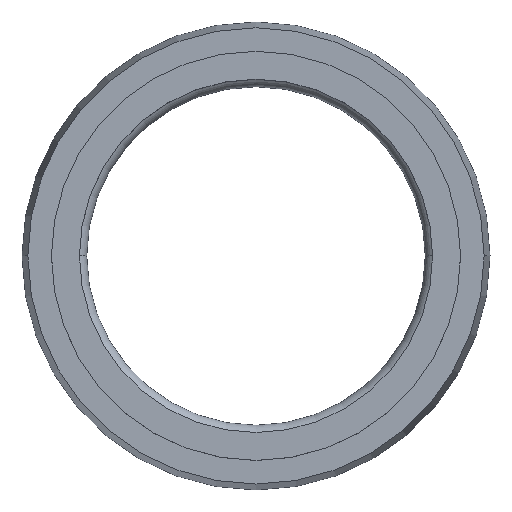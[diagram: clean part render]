
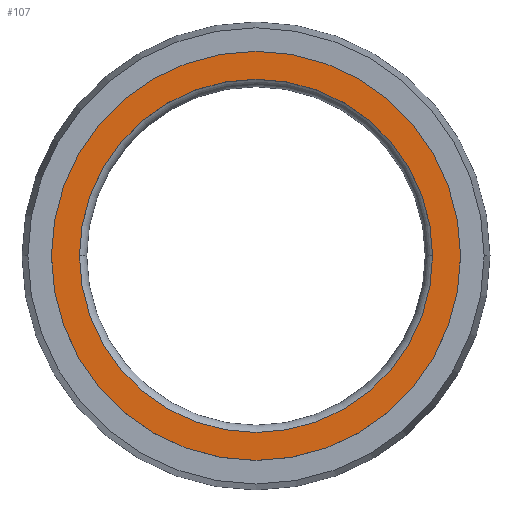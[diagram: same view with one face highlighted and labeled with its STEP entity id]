
A CAD part, top view. The second image highlights one B-rep face of the part: STEP entity #107.
In plain terms, the highlighted planar face has unit normal (0, 0, 1).
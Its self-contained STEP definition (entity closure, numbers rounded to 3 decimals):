
#11 = CARTESIAN_POINT ( 'NONE',  ( 0., 0., 0. ) ) ;
#14 = CARTESIAN_POINT ( 'NONE',  ( 0., 0., 0. ) ) ;
#21 = ORIENTED_EDGE ( 'NONE', *, *, #57, .T. ) ;
#31 = VERTEX_POINT ( 'NONE', #534 ) ;
#38 = CARTESIAN_POINT ( 'NONE',  ( 6.95, 0., 0. ) ) ;
#54 = DIRECTION ( 'NONE',  ( -1., 0., 0. ) ) ;
#56 = CARTESIAN_POINT ( 'NONE',  ( 0., 0., 0. ) ) ;
#57 = EDGE_CURVE ( 'NONE', #644, #436, #579, .T. ) ;
#58 = DIRECTION ( 'NONE',  ( 0., 0., -1. ) ) ;
#63 = VERTEX_POINT ( 'NONE', #254 ) ;
#69 = EDGE_CURVE ( 'NONE', #31, #63, #382, .T. ) ;
#103 = DIRECTION ( 'NONE',  ( 1., 0., 0. ) ) ;
#107 = ADVANCED_FACE ( 'NONE', ( #411, #547 ), #357, .F. ) ;
#122 = ORIENTED_EDGE ( 'NONE', *, *, #514, .F. ) ;
#124 = CARTESIAN_POINT ( 'NONE',  ( -6.95, 0., 0. ) ) ;
#135 = DIRECTION ( 'NONE',  ( 1., 0., 0. ) ) ;
#136 = EDGE_CURVE ( 'NONE', #436, #644, #290, .T. ) ;
#142 = AXIS2_PLACEMENT_3D ( 'NONE', #14, #159, #502 ) ;
#159 = DIRECTION ( 'NONE',  ( 0., 0., 1. ) ) ;
#189 = DIRECTION ( 'NONE',  ( 0., 0., 1. ) ) ;
#211 = AXIS2_PLACEMENT_3D ( 'NONE', #11, #395, #103 ) ;
#230 = AXIS2_PLACEMENT_3D ( 'NONE', #294, #189, #135 ) ;
#254 = CARTESIAN_POINT ( 'NONE',  ( 6., 0., 0. ) ) ;
#290 = CIRCLE ( 'NONE', #211, 6.95 ) ;
#294 = CARTESIAN_POINT ( 'NONE',  ( 0., 0., 0. ) ) ;
#308 = EDGE_LOOP ( 'NONE', ( #122, #581 ) ) ;
#313 = DIRECTION ( 'NONE',  ( 1., 0., 0. ) ) ;
#353 = EDGE_LOOP ( 'NONE', ( #389, #21 ) ) ;
#357 = PLANE ( 'NONE',  #360 ) ;
#360 = AXIS2_PLACEMENT_3D ( 'NONE', #612, #58, #54 ) ;
#382 = CIRCLE ( 'NONE', #142, 6. ) ;
#389 = ORIENTED_EDGE ( 'NONE', *, *, #136, .T. ) ;
#395 = DIRECTION ( 'NONE',  ( 0., 0., 1. ) ) ;
#411 = FACE_BOUND ( 'NONE', #308, .T. ) ;
#436 = VERTEX_POINT ( 'NONE', #38 ) ;
#453 = DIRECTION ( 'NONE',  ( 0., 0., 1. ) ) ;
#502 = DIRECTION ( 'NONE',  ( 1., 0., 0. ) ) ;
#514 = EDGE_CURVE ( 'NONE', #63, #31, #536, .T. ) ;
#530 = AXIS2_PLACEMENT_3D ( 'NONE', #56, #453, #313 ) ;
#534 = CARTESIAN_POINT ( 'NONE',  ( -6., 0., 0. ) ) ;
#536 = CIRCLE ( 'NONE', #230, 6. ) ;
#547 = FACE_OUTER_BOUND ( 'NONE', #353, .T. ) ;
#579 = CIRCLE ( 'NONE', #530, 6.95 ) ;
#581 = ORIENTED_EDGE ( 'NONE', *, *, #69, .F. ) ;
#612 = CARTESIAN_POINT ( 'NONE',  ( 0., 0., 0. ) ) ;
#644 = VERTEX_POINT ( 'NONE', #124 ) ;
